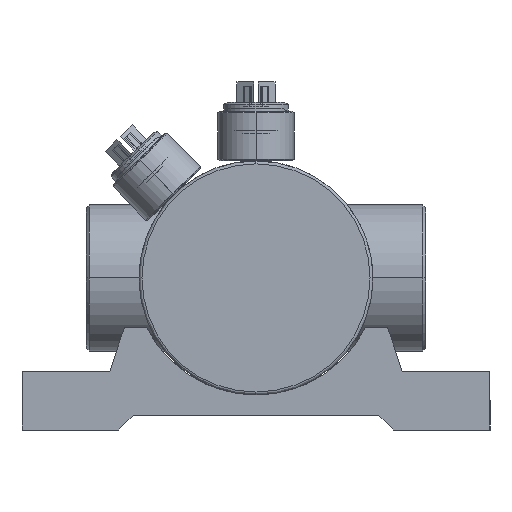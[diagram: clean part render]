
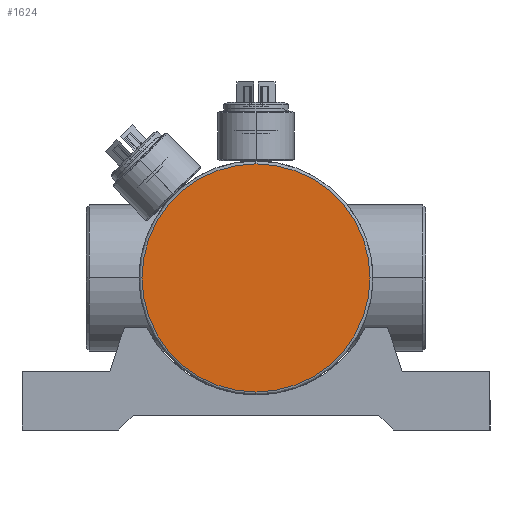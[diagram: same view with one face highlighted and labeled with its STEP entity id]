
A CAD part, left-side view. The second image highlights one B-rep face of the part: STEP entity #1624.
In plain terms, the highlighted planar face has unit normal (-1, 0, 0).
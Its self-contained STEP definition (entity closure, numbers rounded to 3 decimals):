
#60 = AXIS2_PLACEMENT_3D ( 'NONE', #2182, #1452, #4818 ) ;
#779 = AXIS2_PLACEMENT_3D ( 'NONE', #7044, #1774, #3194 ) ;
#1094 = EDGE_CURVE ( 'NONE', #7488, #1192, #4216, .T. ) ;
#1192 = VERTEX_POINT ( 'NONE', #4437 ) ;
#1452 = DIRECTION ( 'NONE',  ( -1., 0., 0. ) ) ;
#1624 = ADVANCED_FACE ( 'NONE', ( #4088 ), #6665, .T. ) ;
#1774 = DIRECTION ( 'NONE',  ( -1., 0., 0. ) ) ;
#2182 = CARTESIAN_POINT ( 'NONE',  ( -28., 0., 39. ) ) ;
#2811 = EDGE_LOOP ( 'NONE', ( #7564, #7774 ) ) ;
#3194 = DIRECTION ( 'NONE',  ( 0., 0., 1. ) ) ;
#3789 = AXIS2_PLACEMENT_3D ( 'NONE', #6251, #6301, #6990 ) ;
#4088 = FACE_OUTER_BOUND ( 'NONE', #2811, .T. ) ;
#4216 = CIRCLE ( 'NONE', #3789, 39. ) ;
#4437 = CARTESIAN_POINT ( 'NONE',  ( -28., 0., 39. ) ) ;
#4818 = DIRECTION ( 'NONE',  ( 0., 0., 1. ) ) ;
#5055 = CIRCLE ( 'NONE', #779, 39. ) ;
#6251 = CARTESIAN_POINT ( 'NONE',  ( -28., 0., 0. ) ) ;
#6301 = DIRECTION ( 'NONE',  ( -1., 0., 0. ) ) ;
#6430 = EDGE_CURVE ( 'NONE', #1192, #7488, #5055, .T. ) ;
#6592 = CARTESIAN_POINT ( 'NONE',  ( -28., 0., -39. ) ) ;
#6665 = PLANE ( 'NONE',  #60 ) ;
#6990 = DIRECTION ( 'NONE',  ( 0., 0., 1. ) ) ;
#7044 = CARTESIAN_POINT ( 'NONE',  ( -28., 0., 0. ) ) ;
#7488 = VERTEX_POINT ( 'NONE', #6592 ) ;
#7564 = ORIENTED_EDGE ( 'NONE', *, *, #6430, .T. ) ;
#7774 = ORIENTED_EDGE ( 'NONE', *, *, #1094, .T. ) ;
